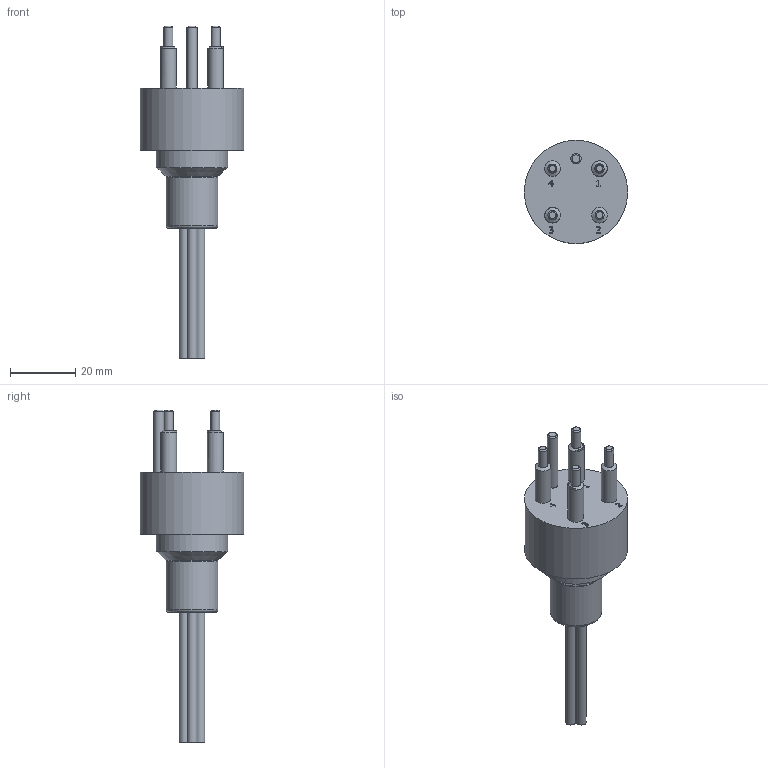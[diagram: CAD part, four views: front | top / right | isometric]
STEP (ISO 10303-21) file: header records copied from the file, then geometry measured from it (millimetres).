
FILE_DESCRIPTION(/* description */ (''),/* implementation_level */ '2;1');
FILE_NAME(/* name */ 'OMB4M.stp',/* time_stamp */ '2015-10-06T09:28:31+02:00',/* author */ ('sh'),/* organization */ (''),/* preprocessor_version */ 'ST-DEVELOPER v15.2',/* originating_system */ 'Autodesk Inventor 2014',/* authorisation */ '');
FILE_SCHEMA (('AUTOMOTIVE_DESIGN { 1 0 10303 214 3 1 1 }'));
Length unit declared in the file: inch
Products named in the file (1): OMB4M
Bounding box: 31.75 x 31.75 x 101.98 mm (x, y, z)
Volume: 22351.6 mm3; surface area: 10240.6 mm2
Topology: 11 solids, 11 shells, 177 faces, 421 edges, 278 vertices
Faces by surface type: plane 80, cylinder 37, bspline 31, torus 17, cone 12
Full cylindrical faces by diameter (mm): 1.981 x4, 2.794 x7, 3.048 x4, 3.175 x2, 3.556 x4, 4.775 x4, 4.826 x4, 9.906 x1, 11.1 x1, 12.827 x1, 15.875 x1, 21.844 x1, 31.75 x1
Entity records: 5448 total; most frequent: CARTESIAN_POINT 1756, ORIENTED_EDGE 672, DIRECTION 629, EDGE_CURVE 336, EDGE_LOOP 275, VERTEX_POINT 261, AXIS2_PLACEMENT_3D 240, ADVANCED_FACE 177
